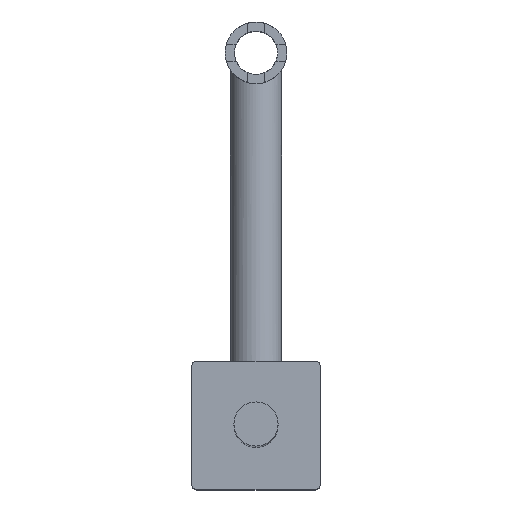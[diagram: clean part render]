
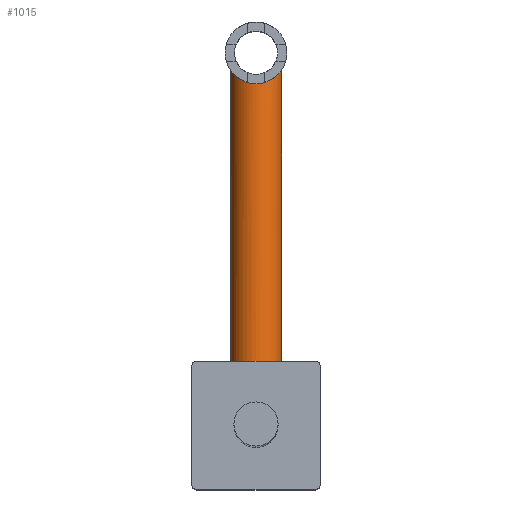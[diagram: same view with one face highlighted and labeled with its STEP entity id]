
A CAD part, top view. The second image highlights one B-rep face of the part: STEP entity #1015.
In plain terms, the highlighted cylindrical face has radius 5 mm (diameter 10 mm), a full revolution.
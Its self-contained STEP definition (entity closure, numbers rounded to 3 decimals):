
#17=B_SPLINE_CURVE_WITH_KNOTS('',3,(#1807,#1808,#1809,#1810,#1811,#1812,
#1813,#1814,#1815,#1816,#1817,#1818),.UNSPECIFIED.,.F.,.F.,(4,2,2,2,2,4),
(1.632,1.736,1.84,2.049,2.248,
2.448),.UNSPECIFIED.);
#18=B_SPLINE_CURVE_WITH_KNOTS('',3,(#1820,#1821,#1822,#1823,#1824,#1825,
#1826,#1827,#1828,#1829,#1830,#1831,#1832,#1833,#1834,#1835,#1836,#1837,
#1838,#1839,#1840,#1841),.UNSPECIFIED.,.F.,.F.,(4,2,2,2,2,2,2,2,2,2,4),
(0.,0.104,0.208,0.417,0.616,
0.816,1.016,1.216,1.424,1.528,
1.632),.UNSPECIFIED.);
#19=B_SPLINE_CURVE_WITH_KNOTS('',3,(#1842,#1843,#1844,#1845,#1846,#1847,
#1848,#1849,#1850,#1851,#1852,#1853),.UNSPECIFIED.,.F.,.F.,(4,2,2,2,2,4),
(2.448,2.648,2.848,3.056,3.16,
3.264),.UNSPECIFIED.);
#139=LINE('',#1864,#228);
#228=VECTOR('',#1367,5.);
#258=CYLINDRICAL_SURFACE('',#1113,5.);
#304=FACE_OUTER_BOUND('',#367,.T.);
#367=EDGE_LOOP('',(#891,#892,#893,#894,#895,#896));
#432=CIRCLE('',#1114,5.);
#512=VERTEX_POINT('',#1789);
#513=VERTEX_POINT('',#1806);
#514=VERTEX_POINT('',#1819);
#517=VERTEX_POINT('',#1863);
#642=EDGE_CURVE('',#513,#512,#17,.T.);
#643=EDGE_CURVE('',#514,#513,#18,.T.);
#644=EDGE_CURVE('',#512,#514,#19,.T.);
#649=EDGE_CURVE('',#513,#517,#139,.T.);
#650=EDGE_CURVE('',#517,#517,#432,.T.);
#891=ORIENTED_EDGE('',*,*,#643,.T.);
#892=ORIENTED_EDGE('',*,*,#649,.T.);
#893=ORIENTED_EDGE('',*,*,#650,.F.);
#894=ORIENTED_EDGE('',*,*,#649,.F.);
#895=ORIENTED_EDGE('',*,*,#642,.T.);
#896=ORIENTED_EDGE('',*,*,#644,.T.);
#1015=ADVANCED_FACE('',(#304),#258,.T.);
#1113=AXIS2_PLACEMENT_3D('',#1862,#1365,#1366);
#1114=AXIS2_PLACEMENT_3D('',#1865,#1368,#1369);
#1365=DIRECTION('center_axis',(0.,1.,0.));
#1366=DIRECTION('ref_axis',(-1.,0.,0.));
#1367=DIRECTION('',(0.,-1.,0.));
#1368=DIRECTION('center_axis',(0.,-1.,0.));
#1369=DIRECTION('ref_axis',(-1.,0.,0.));
#1789=CARTESIAN_POINT('',(0.,66.5,-5.));
#1806=CARTESIAN_POINT('',(5.,69.183,-10.));
#1807=CARTESIAN_POINT('Ctrl Pts',(5.,69.183,-10.));
#1808=CARTESIAN_POINT('Ctrl Pts',(5.,69.183,-9.653));
#1809=CARTESIAN_POINT('Ctrl Pts',(4.964,69.127,-9.313));
#1810=CARTESIAN_POINT('Ctrl Pts',(4.828,68.936,-8.657));
#1811=CARTESIAN_POINT('Ctrl Pts',(4.728,68.801,-8.341));
#1812=CARTESIAN_POINT('Ctrl Pts',(4.344,68.342,-7.44));
#1813=CARTESIAN_POINT('Ctrl Pts',(3.972,67.97,-6.901));
#1814=CARTESIAN_POINT('Ctrl Pts',(3.117,67.347,-6.046));
#1815=CARTESIAN_POINT('Ctrl Pts',(2.578,67.043,-5.664));
#1816=CARTESIAN_POINT('Ctrl Pts',(1.353,66.619,-5.141));
#1817=CARTESIAN_POINT('Ctrl Pts',(0.666,66.5,-5.));
#1818=CARTESIAN_POINT('Ctrl Pts',(0.,66.5,-5.));
#1819=CARTESIAN_POINT('',(-5.,69.183,-10.));
#1820=CARTESIAN_POINT('Ctrl Pts',(-5.,69.183,-10.));
#1821=CARTESIAN_POINT('Ctrl Pts',(-5.,69.183,-10.347));
#1822=CARTESIAN_POINT('Ctrl Pts',(-4.964,69.127,-10.687));
#1823=CARTESIAN_POINT('Ctrl Pts',(-4.828,68.936,-11.343));
#1824=CARTESIAN_POINT('Ctrl Pts',(-4.728,68.801,-11.659));
#1825=CARTESIAN_POINT('Ctrl Pts',(-4.344,68.342,-12.56));
#1826=CARTESIAN_POINT('Ctrl Pts',(-3.972,67.97,-13.099));
#1827=CARTESIAN_POINT('Ctrl Pts',(-3.117,67.347,-13.954));
#1828=CARTESIAN_POINT('Ctrl Pts',(-2.578,67.043,-14.336));
#1829=CARTESIAN_POINT('Ctrl Pts',(-1.353,66.619,-14.859));
#1830=CARTESIAN_POINT('Ctrl Pts',(-0.666,66.5,-15.));
#1831=CARTESIAN_POINT('Ctrl Pts',(0.666,66.5,-15.));
#1832=CARTESIAN_POINT('Ctrl Pts',(1.353,66.619,-14.859));
#1833=CARTESIAN_POINT('Ctrl Pts',(2.578,67.043,-14.336));
#1834=CARTESIAN_POINT('Ctrl Pts',(3.117,67.347,-13.954));
#1835=CARTESIAN_POINT('Ctrl Pts',(3.972,67.97,-13.099));
#1836=CARTESIAN_POINT('Ctrl Pts',(4.344,68.342,-12.56));
#1837=CARTESIAN_POINT('Ctrl Pts',(4.728,68.801,-11.659));
#1838=CARTESIAN_POINT('Ctrl Pts',(4.828,68.936,-11.343));
#1839=CARTESIAN_POINT('Ctrl Pts',(4.964,69.127,-10.687));
#1840=CARTESIAN_POINT('Ctrl Pts',(5.,69.183,-10.347));
#1841=CARTESIAN_POINT('Ctrl Pts',(5.,69.183,-10.));
#1842=CARTESIAN_POINT('Ctrl Pts',(0.,66.5,-5.));
#1843=CARTESIAN_POINT('Ctrl Pts',(-0.666,66.5,-5.));
#1844=CARTESIAN_POINT('Ctrl Pts',(-1.353,66.619,-5.141));
#1845=CARTESIAN_POINT('Ctrl Pts',(-2.578,67.043,-5.664));
#1846=CARTESIAN_POINT('Ctrl Pts',(-3.117,67.347,-6.046));
#1847=CARTESIAN_POINT('Ctrl Pts',(-3.972,67.97,-6.901));
#1848=CARTESIAN_POINT('Ctrl Pts',(-4.344,68.342,-7.44));
#1849=CARTESIAN_POINT('Ctrl Pts',(-4.728,68.801,-8.341));
#1850=CARTESIAN_POINT('Ctrl Pts',(-4.828,68.936,-8.657));
#1851=CARTESIAN_POINT('Ctrl Pts',(-4.964,69.127,-9.313));
#1852=CARTESIAN_POINT('Ctrl Pts',(-5.,69.183,-9.653));
#1853=CARTESIAN_POINT('Ctrl Pts',(-5.,69.183,-10.));
#1862=CARTESIAN_POINT('Origin',(0.,12.5,-10.));
#1863=CARTESIAN_POINT('',(5.,12.5,-10.));
#1864=CARTESIAN_POINT('',(5.,12.5,-10.));
#1865=CARTESIAN_POINT('Origin',(0.,12.5,-10.));
